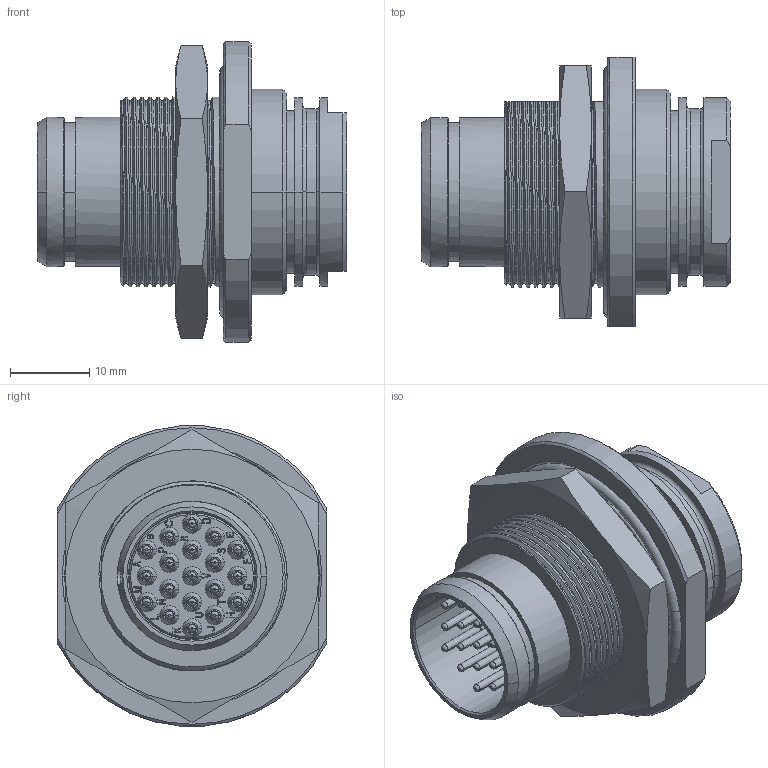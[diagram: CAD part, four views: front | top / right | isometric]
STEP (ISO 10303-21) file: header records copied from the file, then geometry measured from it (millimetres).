
FILE_DESCRIPTION((''),'2;1');
FILE_NAME('1332EVR319MZ','2024-07-30T15:12:27',('paultorloting'),('NET AG system integration'),'CREO PARAMETRIC BY PTC INC, 2021404','CREO PARAMETRIC BY PTC INC, 2021404','');
FILE_SCHEMA(('AUTOMOTIVE_DESIGN { 1 0 10303 214 1 1 1 1 }'));
Length unit declared in the file: millimetre
Products named in the file (1): 1332EVR319MZ
Bounding box: 39.1 x 34 x 37.86 mm (x, y, z)
Volume: 11945.8 mm3; surface area: 12677.5 mm2
Topology: 1 solids, 1 shells, 1210 faces, 3042 edges, 1958 vertices
Faces by surface type: plane 656, cylinder 329, cone 121, bspline 78, torus 26
Entity records: 51480 total; most frequent: CARTESIAN_POINT 15203, ORIENTED_EDGE 6084, DIRECTION 5880, EDGE_CURVE 3042, AXIS2_PLACEMENT_3D 2008, VERTEX_POINT 1958, VECTOR 1861, LINE 1861
